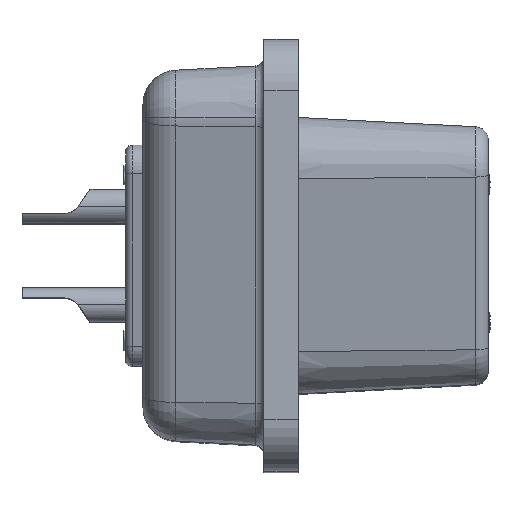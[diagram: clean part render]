
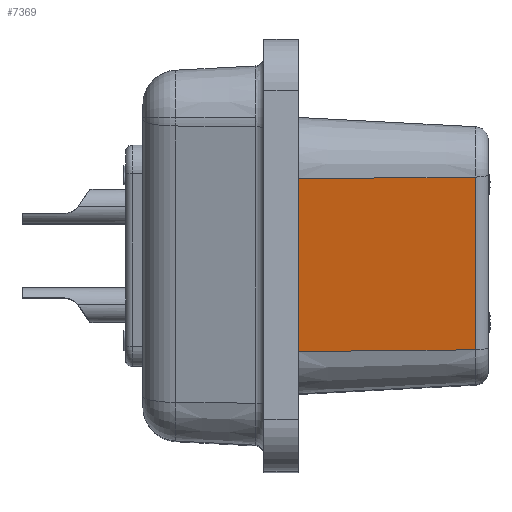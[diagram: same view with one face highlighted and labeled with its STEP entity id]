
A CAD part, top view. The second image highlights one B-rep face of the part: STEP entity #7369.
In plain terms, the highlighted planar face has unit normal (0.052, -0.184, 0.982).
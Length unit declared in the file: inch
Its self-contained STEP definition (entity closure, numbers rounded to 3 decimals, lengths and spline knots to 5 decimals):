
#7193 = VERTEX_POINT ( 'NONE', #17253 ) ;
#7213 = EDGE_CURVE ( 'NONE', #7193, #7214, #17282, .T. ) ;
#7214 = VERTEX_POINT ( 'NONE', #17275 ) ;
#7320 = EDGE_LOOP ( 'NONE', ( #7325, #7340, #7321, #7341 ) ) ;
#7321 = ORIENTED_EDGE ( 'NONE', *, *, #7347, .T. ) ;
#7322 = VERTEX_POINT ( 'NONE', #17484 ) ;
#7325 = ORIENTED_EDGE ( 'NONE', *, *, #7326, .F. ) ;
#7326 = EDGE_CURVE ( 'NONE', #7322, #7214, #17479, .T. ) ;
#7340 = ORIENTED_EDGE ( 'NONE', *, *, #7386, .T. ) ;
#7341 = ORIENTED_EDGE ( 'NONE', *, *, #7213, .T. ) ;
#7347 = EDGE_CURVE ( 'NONE', #7348, #7193, #17511, .T. ) ;
#7348 = VERTEX_POINT ( 'NONE', #17507 ) ;
#7369 = ADVANCED_FACE ( 'NONE', ( #17536 ), #17535, .T. ) ;
#7386 = EDGE_CURVE ( 'NONE', #7322, #7348, #17567, .T. ) ;
#17253 = CARTESIAN_POINT ( 'NONE',  ( 0., 0.08754, 0.30185 ) ) ;
#17275 = CARTESIAN_POINT ( 'NONE',  ( 0., -0.10931, 0.26494 ) ) ;
#17276 = DIRECTION ( 'NONE',  ( 0., -0.983, -0.184 ) ) ;
#17277 = VECTOR ( 'NONE', #17276, 39.37008 ) ;
#17278 = CARTESIAN_POINT ( 'NONE',  ( 0., 0.08754, 0.30185 ) ) ;
#17282 = LINE ( 'NONE', #17278, #17277 ) ;
#17476 = DIRECTION ( 'NONE',  ( -0.999, -0.01, 0.051 ) ) ;
#17477 = VECTOR ( 'NONE', #17476, 39.37008 ) ;
#17478 = CARTESIAN_POINT ( 'NONE',  ( 0., -0.10931, 0.26494 ) ) ;
#17479 = LINE ( 'NONE', #17478, #17477 ) ;
#17484 = CARTESIAN_POINT ( 'NONE',  ( 0.20161, -0.10736, 0.25455 ) ) ;
#17507 = CARTESIAN_POINT ( 'NONE',  ( 0.20161, 0.08949, 0.29146 ) ) ;
#17508 = DIRECTION ( 'NONE',  ( -0.999, -0.01, 0.051 ) ) ;
#17509 = VECTOR ( 'NONE', #17508, 39.37008 ) ;
#17510 = CARTESIAN_POINT ( 'NONE',  ( 0., 0.08754, 0.30185 ) ) ;
#17511 = LINE ( 'NONE', #17510, #17509 ) ;
#17530 = DIRECTION ( 'NONE',  ( 0., -0.983, -0.184 ) ) ;
#17531 = DIRECTION ( 'NONE',  ( 0.052, -0.184, 0.982 ) ) ;
#17532 = AXIS2_PLACEMENT_3D ( 'NONE', #17534, #17531, #17530 ) ;
#17534 = CARTESIAN_POINT ( 'NONE',  ( 0., 0.08754, 0.30185 ) ) ;
#17535 = PLANE ( 'NONE',  #17532 ) ;
#17536 = FACE_OUTER_BOUND ( 'NONE', #7320, .T. ) ;
#17564 = DIRECTION ( 'NONE',  ( 0., 0.983, 0.184 ) ) ;
#17565 = VECTOR ( 'NONE', #17564, 39.37008 ) ;
#17566 = CARTESIAN_POINT ( 'NONE',  ( 0.20161, 0.08949, 0.29146 ) ) ;
#17567 = LINE ( 'NONE', #17566, #17565 ) ;
